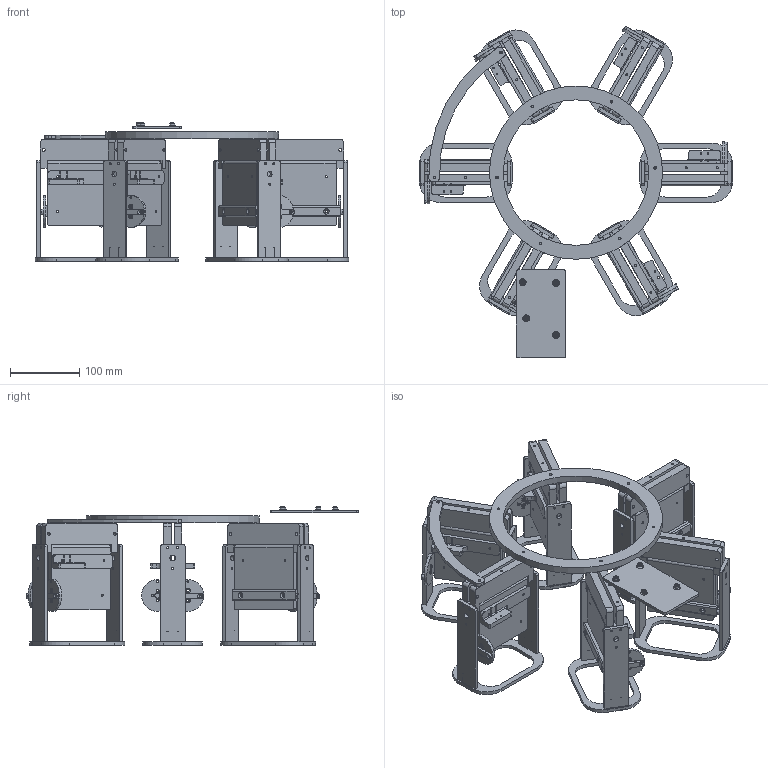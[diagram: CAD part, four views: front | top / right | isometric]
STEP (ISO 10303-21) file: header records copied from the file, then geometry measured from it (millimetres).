
FILE_DESCRIPTION(/* description */ (''),/* implementation_level */ '2;1');
FILE_NAME(/* name */ '9a9c4ec0-91d5-4df7-ab2b-c83d17c83cb8.stp',/* time_stamp */ '2021-02-07T19:52:37+00:00',/* author */ (''),/* organization */ (''),/* preprocessor_version */ 'ST-DEVELOPER v18.1',/* originating_system */ 'Autodesk Translation Framework v9.7.1.1290',/* authorisation */ '');
FILE_SCHEMA (('AUTOMOTIVE_DESIGN { 1 0 10303 214 3 1 1 }'));
Length unit declared in the file: millimetre
Products named in the file (2): leg01_leg; leg
Assembly tree (6 placements, depth 2):
  leg01_leg
    leg  x6
Bounding box: 452.18 x 479.27 x 200.11 mm (x, y, z)
Volume: 2400406 mm3; surface area: 818354.8 mm2
Topology: 69 solids, 69 shells, 1234 faces, 3112 edges, 2056 vertices
Faces by surface type: cylinder 616, plane 562, cone 56
Full cylindrical faces by diameter (mm): 2.5 x24, 2.8 x130, 3 x60, 3.5 x36, 3.8 x44, 4.5 x24, 7 x4, 8 x18, 46 x6, 210 x1, 250 x1
Entity records: 7875 total; most frequent: DIRECTION 1401, CARTESIAN_POINT 1337, ORIENTED_EDGE 1234, EDGE_CURVE 617, AXIS2_PLACEMENT_3D 532, VERTEX_POINT 406, EDGE_LOOP 379, LINE 337
